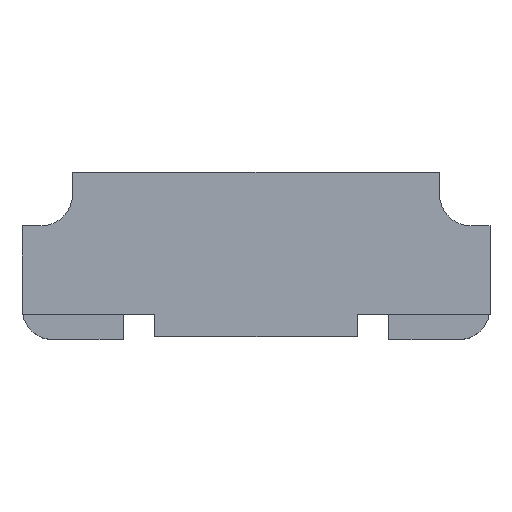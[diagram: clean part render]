
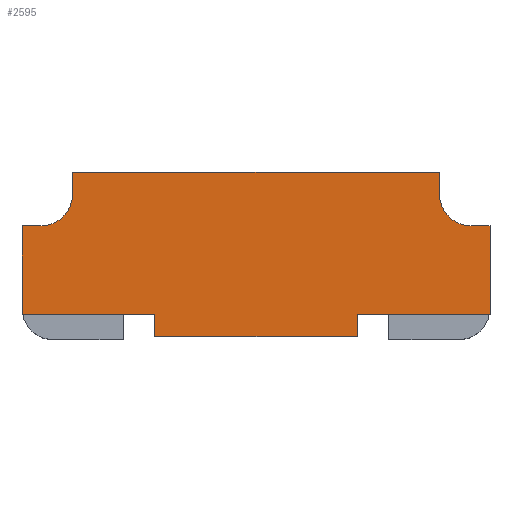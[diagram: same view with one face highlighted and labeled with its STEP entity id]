
A CAD part, top view. The second image highlights one B-rep face of the part: STEP entity #2595.
In plain terms, the highlighted planar face has unit normal (0, 0, 1).
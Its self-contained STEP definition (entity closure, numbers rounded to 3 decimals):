
#50 = ORIENTED_EDGE ( 'NONE', *, *, #296, .T. ) ;
#54 = DIRECTION ( 'NONE',  ( 0., 0., -1. ) ) ;
#61 = VERTEX_POINT ( 'NONE', #2759 ) ;
#171 = EDGE_CURVE ( 'NONE', #770, #2910, #3751, .T. ) ;
#180 = AXIS2_PLACEMENT_3D ( 'NONE', #766, #2651, #4666 ) ;
#203 = VECTOR ( 'NONE', #4072, 1000. ) ;
#209 = VERTEX_POINT ( 'NONE', #4040 ) ;
#222 = LINE ( 'NONE', #1495, #592 ) ;
#290 = DIRECTION ( 'NONE',  ( 0., -1., 0. ) ) ;
#296 = EDGE_CURVE ( 'NONE', #209, #3223, #1130, .T. ) ;
#298 = LINE ( 'NONE', #4322, #1280 ) ;
#351 = ORIENTED_EDGE ( 'NONE', *, *, #990, .T. ) ;
#391 = AXIS2_PLACEMENT_3D ( 'NONE', #3735, #1395, #4125 ) ;
#399 = ORIENTED_EDGE ( 'NONE', *, *, #786, .F. ) ;
#405 = CARTESIAN_POINT ( 'NONE',  ( -3.7, 0.35, 1.55 ) ) ;
#426 = CARTESIAN_POINT ( 'NONE',  ( -3.7, 2.6, 1.55 ) ) ;
#492 = EDGE_CURVE ( 'NONE', #3223, #3364, #298, .T. ) ;
#532 = VERTEX_POINT ( 'NONE', #2032 ) ;
#538 = ORIENTED_EDGE ( 'NONE', *, *, #4382, .F. ) ;
#592 = VECTOR ( 'NONE', #3437, 1000. ) ;
#628 = CARTESIAN_POINT ( 'NONE',  ( 3.7, 2.6, 1.55 ) ) ;
#685 = EDGE_CURVE ( 'NONE', #2757, #532, #3408, .T. ) ;
#698 = CARTESIAN_POINT ( 'NONE',  ( -3.4, 1.75, 1.55 ) ) ;
#766 = CARTESIAN_POINT ( 'NONE',  ( -3.7, 2.6, 1.55 ) ) ;
#770 = VERTEX_POINT ( 'NONE', #1455 ) ;
#786 = EDGE_CURVE ( 'NONE', #1209, #843, #2427, .T. ) ;
#814 = DIRECTION ( 'NONE',  ( 1., 0., 0. ) ) ;
#843 = VERTEX_POINT ( 'NONE', #2672 ) ;
#845 = LINE ( 'NONE', #1272, #4378 ) ;
#856 = VECTOR ( 'NONE', #4926, 1000. ) ;
#889 = EDGE_CURVE ( 'NONE', #61, #843, #2301, .T. ) ;
#990 = EDGE_CURVE ( 'NONE', #1209, #532, #222, .T. ) ;
#1024 = FACE_OUTER_BOUND ( 'NONE', #2540, .T. ) ;
#1058 = ORIENTED_EDGE ( 'NONE', *, *, #1621, .T. ) ;
#1093 = VECTOR ( 'NONE', #4187, 1000. ) ;
#1112 = VECTOR ( 'NONE', #4422, 1000. ) ;
#1130 = CIRCLE ( 'NONE', #391, 0.5 ) ;
#1176 = AXIS2_PLACEMENT_3D ( 'NONE', #2375, #54, #2772 ) ;
#1209 = VERTEX_POINT ( 'NONE', #2488 ) ;
#1215 = VECTOR ( 'NONE', #4815, 1000. ) ;
#1272 = CARTESIAN_POINT ( 'NONE',  ( -3.7, 1.75, 1.55 ) ) ;
#1275 = ORIENTED_EDGE ( 'NONE', *, *, #492, .T. ) ;
#1280 = VECTOR ( 'NONE', #3972, 1000. ) ;
#1325 = CARTESIAN_POINT ( 'NONE',  ( -2.9, 1.75, 1.55 ) ) ;
#1386 = VECTOR ( 'NONE', #290, 1000. ) ;
#1395 = DIRECTION ( 'NONE',  ( 0., 0., -1. ) ) ;
#1455 = CARTESIAN_POINT ( 'NONE',  ( -2.9, 2.25, 1.55 ) ) ;
#1482 = ORIENTED_EDGE ( 'NONE', *, *, #685, .F. ) ;
#1495 = CARTESIAN_POINT ( 'NONE',  ( 3.7, 0.35, 1.55 ) ) ;
#1621 = EDGE_CURVE ( 'NONE', #3705, #61, #4315, .T. ) ;
#1747 = ORIENTED_EDGE ( 'NONE', *, *, #2805, .T. ) ;
#1848 = EDGE_CURVE ( 'NONE', #3946, #2910, #845, .T. ) ;
#1961 = ORIENTED_EDGE ( 'NONE', *, *, #3245, .F. ) ;
#2032 = CARTESIAN_POINT ( 'NONE',  ( 3.7, 0.35, 1.55 ) ) ;
#2035 = ORIENTED_EDGE ( 'NONE', *, *, #171, .T. ) ;
#2079 = CARTESIAN_POINT ( 'NONE',  ( 3.7, 1.75, 1.55 ) ) ;
#2301 = LINE ( 'NONE', #4575, #856 ) ;
#2367 = CARTESIAN_POINT ( 'NONE',  ( 2.9, 2.6, 1.55 ) ) ;
#2375 = CARTESIAN_POINT ( 'NONE',  ( -3.4, 2.25, 1.55 ) ) ;
#2427 = LINE ( 'NONE', #4166, #1386 ) ;
#2488 = CARTESIAN_POINT ( 'NONE',  ( 1.6, 0.35, 1.55 ) ) ;
#2495 = VECTOR ( 'NONE', #814, 1000. ) ;
#2540 = EDGE_LOOP ( 'NONE', ( #399, #351, #1482, #1747, #50, #1275, #4311, #538, #2035, #4034, #2839, #1961, #1058, #5020 ) ) ;
#2595 = ADVANCED_FACE ( 'NONE', ( #1024 ), #4220, .F. ) ;
#2651 = DIRECTION ( 'NONE',  ( 0., 0., -1. ) ) ;
#2672 = CARTESIAN_POINT ( 'NONE',  ( 1.6, 0., 1.55 ) ) ;
#2734 = VECTOR ( 'NONE', #4061, 1000. ) ;
#2757 = VERTEX_POINT ( 'NONE', #3639 ) ;
#2759 = CARTESIAN_POINT ( 'NONE',  ( -1.6, 0., 1.55 ) ) ;
#2772 = DIRECTION ( 'NONE',  ( -1., 0., 0. ) ) ;
#2805 = EDGE_CURVE ( 'NONE', #2757, #209, #3173, .T. ) ;
#2839 = ORIENTED_EDGE ( 'NONE', *, *, #4400, .T. ) ;
#2884 = CARTESIAN_POINT ( 'NONE',  ( -3.7, 2.6, 1.55 ) ) ;
#2910 = VERTEX_POINT ( 'NONE', #698 ) ;
#3016 = VECTOR ( 'NONE', #3281, 1000. ) ;
#3050 = CARTESIAN_POINT ( 'NONE',  ( -3.7, 0.35, 1.55 ) ) ;
#3173 = LINE ( 'NONE', #2079, #1215 ) ;
#3223 = VERTEX_POINT ( 'NONE', #4957 ) ;
#3245 = EDGE_CURVE ( 'NONE', #3705, #3724, #4632, .T. ) ;
#3281 = DIRECTION ( 'NONE',  ( 0., -1., 0. ) ) ;
#3364 = VERTEX_POINT ( 'NONE', #2367 ) ;
#3408 = LINE ( 'NONE', #628, #2734 ) ;
#3437 = DIRECTION ( 'NONE',  ( 1., 0., 0. ) ) ;
#3495 = CARTESIAN_POINT ( 'NONE',  ( -1.6, 0.35, 1.55 ) ) ;
#3639 = CARTESIAN_POINT ( 'NONE',  ( 3.7, 1.75, 1.55 ) ) ;
#3653 = CARTESIAN_POINT ( 'NONE',  ( -1.6, 0.35, 1.55 ) ) ;
#3690 = EDGE_CURVE ( 'NONE', #5044, #3364, #4200, .T. ) ;
#3705 = VERTEX_POINT ( 'NONE', #3495 ) ;
#3724 = VERTEX_POINT ( 'NONE', #405 ) ;
#3735 = CARTESIAN_POINT ( 'NONE',  ( 3.4, 2.25, 1.55 ) ) ;
#3751 = CIRCLE ( 'NONE', #1176, 0.5 ) ;
#3930 = DIRECTION ( 'NONE',  ( 1., 0., 0. ) ) ;
#3946 = VERTEX_POINT ( 'NONE', #4123 ) ;
#3972 = DIRECTION ( 'NONE',  ( 0., 1., 0. ) ) ;
#4034 = ORIENTED_EDGE ( 'NONE', *, *, #1848, .F. ) ;
#4040 = CARTESIAN_POINT ( 'NONE',  ( 3.4, 1.75, 1.55 ) ) ;
#4061 = DIRECTION ( 'NONE',  ( 0., -1., 0. ) ) ;
#4072 = DIRECTION ( 'NONE',  ( 0., 1., 0. ) ) ;
#4123 = CARTESIAN_POINT ( 'NONE',  ( -3.7, 1.75, 1.55 ) ) ;
#4125 = DIRECTION ( 'NONE',  ( -1., 0., 0. ) ) ;
#4166 = CARTESIAN_POINT ( 'NONE',  ( 1.6, 0.35, 1.55 ) ) ;
#4187 = DIRECTION ( 'NONE',  ( -1., 0., 0. ) ) ;
#4200 = LINE ( 'NONE', #426, #2495 ) ;
#4220 = PLANE ( 'NONE',  #180 ) ;
#4311 = ORIENTED_EDGE ( 'NONE', *, *, #3690, .F. ) ;
#4315 = LINE ( 'NONE', #3653, #3016 ) ;
#4322 = CARTESIAN_POINT ( 'NONE',  ( 2.9, 1.75, 1.55 ) ) ;
#4378 = VECTOR ( 'NONE', #3930, 1000. ) ;
#4382 = EDGE_CURVE ( 'NONE', #770, #5044, #5012, .T. ) ;
#4400 = EDGE_CURVE ( 'NONE', #3946, #3724, #4946, .T. ) ;
#4422 = DIRECTION ( 'NONE',  ( 0., -1., 0. ) ) ;
#4575 = CARTESIAN_POINT ( 'NONE',  ( -3.7, 0., 1.55 ) ) ;
#4613 = CARTESIAN_POINT ( 'NONE',  ( -2.9, 2.6, 1.55 ) ) ;
#4632 = LINE ( 'NONE', #3050, #1093 ) ;
#4666 = DIRECTION ( 'NONE',  ( -1., 0., 0. ) ) ;
#4815 = DIRECTION ( 'NONE',  ( -1., 0., 0. ) ) ;
#4926 = DIRECTION ( 'NONE',  ( 1., 0., 0. ) ) ;
#4946 = LINE ( 'NONE', #2884, #1112 ) ;
#4957 = CARTESIAN_POINT ( 'NONE',  ( 2.9, 2.25, 1.55 ) ) ;
#5012 = LINE ( 'NONE', #1325, #203 ) ;
#5020 = ORIENTED_EDGE ( 'NONE', *, *, #889, .T. ) ;
#5044 = VERTEX_POINT ( 'NONE', #4613 ) ;
